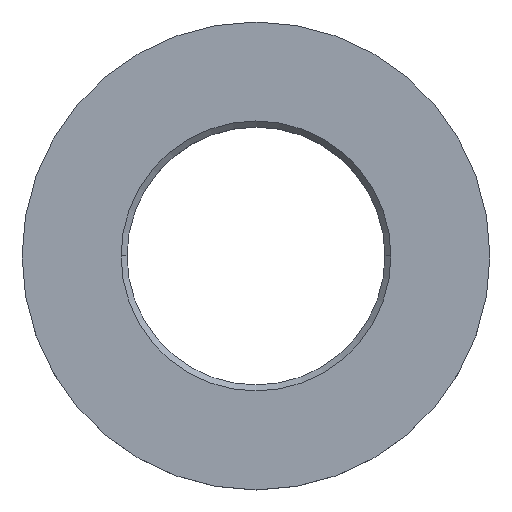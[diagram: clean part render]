
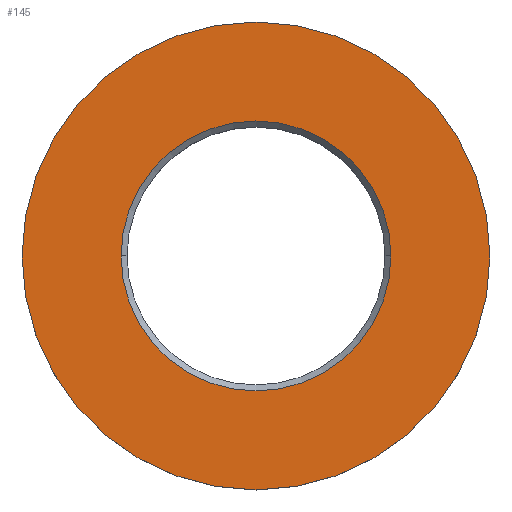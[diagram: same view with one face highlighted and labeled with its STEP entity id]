
A CAD part, top view. The second image highlights one B-rep face of the part: STEP entity #145.
In plain terms, the highlighted planar face has unit normal (0, 0, 1).
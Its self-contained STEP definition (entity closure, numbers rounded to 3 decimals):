
#67=EDGE_CURVE('',#91,#73,#169,.T.);
#69=EDGE_CURVE('',#125,#141,#171,.T.);
#73=VERTEX_POINT('',#175);
#91=VERTEX_POINT('',#196);
#107=EDGE_CURVE('',#141,#125,#214,.T.);
#117=EDGE_CURVE('',#73,#91,#227,.T.);
#125=VERTEX_POINT('',#237);
#141=VERTEX_POINT('',#253);
#145=ADVANCED_FACE('',(#257,#258),#259,.T.);
#169=CIRCLE('',#274,39.0);
#171=CIRCLE('',#277,22.5);
#175=CARTESIAN_POINT('',(39.0,0.,17.0));
#196=CARTESIAN_POINT('',(-39.0,0.,17.0));
#214=CIRCLE('',#331,22.5);
#227=CIRCLE('',#347,39.0);
#237=CARTESIAN_POINT('',(22.5,0.,17.0));
#253=CARTESIAN_POINT('',(-22.5,0.,17.0));
#257=FACE_OUTER_BOUND('',#383,.T.);
#258=FACE_BOUND('',#384,.T.);
#259=PLANE('',#385);
#274=AXIS2_PLACEMENT_3D('',#396,#397,#398);
#277=AXIS2_PLACEMENT_3D('',#399,#400,#401);
#331=AXIS2_PLACEMENT_3D('',#454,#455,#456);
#347=AXIS2_PLACEMENT_3D('',#482,#483,#484);
#383=EDGE_LOOP('',(#514,#515));
#384=EDGE_LOOP('',(#516,#517));
#385=AXIS2_PLACEMENT_3D('',#518,#519,#520);
#396=CARTESIAN_POINT('',(0.0,0.,17.0));
#397=DIRECTION('',(-0.0,0.0,-1.0));
#398=DIRECTION('',(-1.0,0.,0.0));
#399=CARTESIAN_POINT('',(0.0,0.,17.0));
#400=DIRECTION('',(-0.0,0.0,-1.0));
#401=DIRECTION('',(-1.0,0.,0.0));
#454=CARTESIAN_POINT('',(0.0,0.,17.0));
#455=DIRECTION('',(-0.0,0.0,-1.0));
#456=DIRECTION('',(-1.0,0.,0.0));
#482=CARTESIAN_POINT('',(0.0,0.,17.0));
#483=DIRECTION('',(-0.0,0.0,-1.0));
#484=DIRECTION('',(-1.0,0.,0.0));
#514=ORIENTED_EDGE('',*,*,#67,.F.);
#515=ORIENTED_EDGE('',*,*,#117,.F.);
#516=ORIENTED_EDGE('',*,*,#107,.T.);
#517=ORIENTED_EDGE('',*,*,#69,.T.);
#518=CARTESIAN_POINT('',(-30.75,0.,17.0));
#519=DIRECTION('',(0.0,0.0,1.0));
#520=DIRECTION('',(-1.0,0.,0.0));
